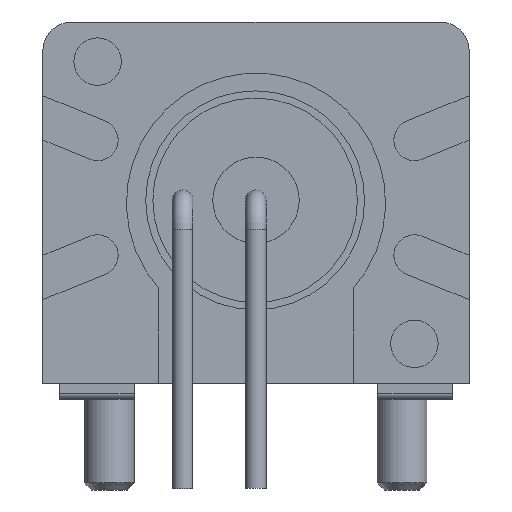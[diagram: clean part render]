
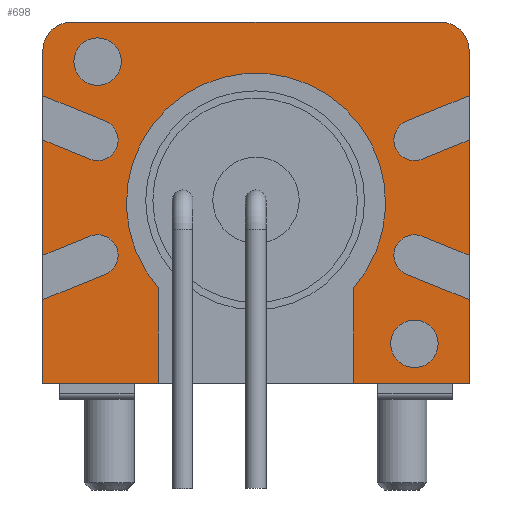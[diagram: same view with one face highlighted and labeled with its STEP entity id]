
A CAD part, front view. The second image highlights one B-rep face of the part: STEP entity #698.
In plain terms, the highlighted planar face has unit normal (0, -1, 0).
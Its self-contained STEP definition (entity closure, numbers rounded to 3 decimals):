
#146 = VERTEX_POINT('',#147);
#147 = CARTESIAN_POINT('',(-7.39,-0.024,0.57));
#153 = EDGE_CURVE('',#146,#154,#156,.T.);
#154 = VERTEX_POINT('',#155);
#155 = CARTESIAN_POINT('',(-3.39,-0.024,0.57));
#156 = LINE('',#157,#158);
#157 = CARTESIAN_POINT('',(-7.39,-0.024,0.57));
#158 = VECTOR('',#159,1.);
#159 = DIRECTION('',(1.,0.,0.));
#178 = VERTEX_POINT('',#179);
#179 = CARTESIAN_POINT('',(3.41,-0.024,0.57));
#185 = EDGE_CURVE('',#178,#186,#188,.T.);
#186 = VERTEX_POINT('',#187);
#187 = CARTESIAN_POINT('',(7.41,-0.024,0.57));
#188 = LINE('',#189,#190);
#189 = CARTESIAN_POINT('',(-7.39,-0.024,0.57));
#190 = VECTOR('',#191,1.);
#191 = DIRECTION('',(1.,0.,0.));
#527 = VERTEX_POINT('',#528);
#528 = CARTESIAN_POINT('',(-7.39,-0.024,12.12));
#536 = EDGE_CURVE('',#537,#146,#539,.T.);
#537 = VERTEX_POINT('',#538);
#538 = CARTESIAN_POINT('',(-7.39,-0.024,3.479));
#539 = LINE('',#540,#541);
#540 = CARTESIAN_POINT('',(-7.39,-0.024,12.12));
#541 = VECTOR('',#542,1.);
#542 = DIRECTION('',(0.,0.,-1.));
#561 = VERTEX_POINT('',#562);
#562 = CARTESIAN_POINT('',(-7.39,-0.024,5.019));
#568 = EDGE_CURVE('',#569,#561,#571,.T.);
#569 = VERTEX_POINT('',#570);
#570 = CARTESIAN_POINT('',(-7.39,-0.024,9.02));
#571 = LINE('',#572,#573);
#572 = CARTESIAN_POINT('',(-7.39,-0.024,12.12));
#573 = VECTOR('',#574,1.);
#574 = DIRECTION('',(0.,0.,-1.));
#593 = VERTEX_POINT('',#594);
#594 = CARTESIAN_POINT('',(-7.39,-0.024,10.56));
#600 = EDGE_CURVE('',#527,#593,#601,.T.);
#601 = LINE('',#602,#603);
#602 = CARTESIAN_POINT('',(-7.39,-0.024,12.12));
#603 = VECTOR('',#604,1.);
#604 = DIRECTION('',(0.,0.,-1.));
#615 = VERTEX_POINT('',#616);
#616 = CARTESIAN_POINT('',(7.41,-0.024,12.12));
#622 = EDGE_CURVE('',#615,#623,#625,.T.);
#623 = VERTEX_POINT('',#624);
#624 = CARTESIAN_POINT('',(7.41,-0.024,10.56));
#625 = LINE('',#626,#627);
#626 = CARTESIAN_POINT('',(7.41,-0.024,12.12));
#627 = VECTOR('',#628,1.);
#628 = DIRECTION('',(0.,0.,-1.));
#647 = VERTEX_POINT('',#648);
#648 = CARTESIAN_POINT('',(7.41,-0.024,9.02));
#654 = EDGE_CURVE('',#647,#655,#657,.T.);
#655 = VERTEX_POINT('',#656);
#656 = CARTESIAN_POINT('',(7.41,-0.024,5.019));
#657 = LINE('',#658,#659);
#658 = CARTESIAN_POINT('',(7.41,-0.024,12.12));
#659 = VECTOR('',#660,1.);
#660 = DIRECTION('',(0.,0.,-1.));
#679 = VERTEX_POINT('',#680);
#680 = CARTESIAN_POINT('',(7.41,-0.024,3.479));
#686 = EDGE_CURVE('',#679,#186,#687,.T.);
#687 = LINE('',#688,#689);
#688 = CARTESIAN_POINT('',(7.41,-0.024,12.12));
#689 = VECTOR('',#690,1.);
#690 = DIRECTION('',(0.,0.,-1.));
#698 = ADVANCED_FACE('',(#699,#848,#859),#870,.F.);
#699 = FACE_BOUND('',#700,.F.);
#700 = EDGE_LOOP('',(#701,#711,#718,#719,#727,#736,#742,#743,#751,#760,
    #766,#767,#768,#776,#785,#791,#792,#793,#801,#810,#816,#817,#825,
    #834,#840,#841));
#701 = ORIENTED_EDGE('',*,*,#702,.F.);
#702 = EDGE_CURVE('',#703,#705,#707,.T.);
#703 = VERTEX_POINT('',#704);
#704 = CARTESIAN_POINT('',(6.41,-0.024,13.12));
#705 = VERTEX_POINT('',#706);
#706 = CARTESIAN_POINT('',(-6.39,-0.024,13.12));
#707 = LINE('',#708,#709);
#708 = CARTESIAN_POINT('',(6.41,-0.024,13.12));
#709 = VECTOR('',#710,1.);
#710 = DIRECTION('',(-1.,0.,0.));
#711 = ORIENTED_EDGE('',*,*,#712,.F.);
#712 = EDGE_CURVE('',#615,#703,#713,.T.);
#713 = CIRCLE('',#714,1.);
#714 = AXIS2_PLACEMENT_3D('',#715,#716,#717);
#715 = CARTESIAN_POINT('',(6.41,-0.024,12.12));
#716 = DIRECTION('',(0.,-1.,0.));
#717 = DIRECTION('',(1.,0.,0.));
#718 = ORIENTED_EDGE('',*,*,#622,.T.);
#719 = ORIENTED_EDGE('',*,*,#720,.F.);
#720 = EDGE_CURVE('',#721,#623,#723,.T.);
#721 = VERTEX_POINT('',#722);
#722 = CARTESIAN_POINT('',(5.242,-0.024,9.68));
#723 = LINE('',#724,#725);
#724 = CARTESIAN_POINT('',(5.242,-0.024,9.68));
#725 = VECTOR('',#726,1.);
#726 = DIRECTION('',(0.927,0.,0.376)
  );
#727 = ORIENTED_EDGE('',*,*,#728,.T.);
#728 = EDGE_CURVE('',#721,#729,#731,.T.);
#729 = VERTEX_POINT('',#730);
#730 = CARTESIAN_POINT('',(5.815,-0.024,8.376));
#731 = CIRCLE('',#732,0.713);
#732 = AXIS2_PLACEMENT_3D('',#733,#734,#735);
#733 = CARTESIAN_POINT('',(5.51,-0.024,9.02));
#734 = DIRECTION('',(0.,-1.,0.));
#735 = DIRECTION('',(1.,0.,0.));
#736 = ORIENTED_EDGE('',*,*,#737,.T.);
#737 = EDGE_CURVE('',#729,#647,#738,.T.);
#738 = LINE('',#739,#740);
#739 = CARTESIAN_POINT('',(5.815,-0.024,8.376));
#740 = VECTOR('',#741,1.);
#741 = DIRECTION('',(0.927,0.,0.374));
#742 = ORIENTED_EDGE('',*,*,#654,.T.);
#743 = ORIENTED_EDGE('',*,*,#744,.F.);
#744 = EDGE_CURVE('',#745,#655,#747,.T.);
#745 = VERTEX_POINT('',#746);
#746 = CARTESIAN_POINT('',(5.815,-0.024,5.664));
#747 = LINE('',#748,#749);
#748 = CARTESIAN_POINT('',(5.815,-0.024,5.664));
#749 = VECTOR('',#750,1.);
#750 = DIRECTION('',(0.927,0.,-0.375)
  );
#751 = ORIENTED_EDGE('',*,*,#752,.T.);
#752 = EDGE_CURVE('',#745,#753,#755,.T.);
#753 = VERTEX_POINT('',#754);
#754 = CARTESIAN_POINT('',(5.242,-0.024,4.36));
#755 = CIRCLE('',#756,0.713);
#756 = AXIS2_PLACEMENT_3D('',#757,#758,#759);
#757 = CARTESIAN_POINT('',(5.51,-0.024,5.02));
#758 = DIRECTION('',(0.,-1.,0.));
#759 = DIRECTION('',(1.,0.,0.));
#760 = ORIENTED_EDGE('',*,*,#761,.T.);
#761 = EDGE_CURVE('',#753,#679,#762,.T.);
#762 = LINE('',#763,#764);
#763 = CARTESIAN_POINT('',(5.242,-0.024,4.36));
#764 = VECTOR('',#765,1.);
#765 = DIRECTION('',(0.927,0.,-0.376)
  );
#766 = ORIENTED_EDGE('',*,*,#686,.T.);
#767 = ORIENTED_EDGE('',*,*,#185,.F.);
#768 = ORIENTED_EDGE('',*,*,#769,.F.);
#769 = EDGE_CURVE('',#770,#178,#772,.T.);
#770 = VERTEX_POINT('',#771);
#771 = CARTESIAN_POINT('',(3.41,-0.024,3.897));
#772 = LINE('',#773,#774);
#773 = CARTESIAN_POINT('',(3.41,-0.024,3.897));
#774 = VECTOR('',#775,1.);
#775 = DIRECTION('',(0.,0.,-1.));
#776 = ORIENTED_EDGE('',*,*,#777,.T.);
#777 = EDGE_CURVE('',#770,#778,#780,.T.);
#778 = VERTEX_POINT('',#779);
#779 = CARTESIAN_POINT('',(-3.39,-0.024,3.897));
#780 = CIRCLE('',#781,4.5);
#781 = AXIS2_PLACEMENT_3D('',#782,#783,#784);
#782 = CARTESIAN_POINT('',(0.01,-0.024,6.845));
#783 = DIRECTION('',(0.,-1.,0.));
#784 = DIRECTION('',(1.,0.,0.));
#785 = ORIENTED_EDGE('',*,*,#786,.T.);
#786 = EDGE_CURVE('',#778,#154,#787,.T.);
#787 = LINE('',#788,#789);
#788 = CARTESIAN_POINT('',(-3.39,-0.024,3.897));
#789 = VECTOR('',#790,1.);
#790 = DIRECTION('',(0.,0.,-1.));
#791 = ORIENTED_EDGE('',*,*,#153,.F.);
#792 = ORIENTED_EDGE('',*,*,#536,.F.);
#793 = ORIENTED_EDGE('',*,*,#794,.F.);
#794 = EDGE_CURVE('',#795,#537,#797,.T.);
#795 = VERTEX_POINT('',#796);
#796 = CARTESIAN_POINT('',(-5.222,-0.024,4.36));
#797 = LINE('',#798,#799);
#798 = CARTESIAN_POINT('',(-5.222,-0.024,4.36));
#799 = VECTOR('',#800,1.);
#800 = DIRECTION('',(-0.927,0.,-0.376)
  );
#801 = ORIENTED_EDGE('',*,*,#802,.T.);
#802 = EDGE_CURVE('',#795,#803,#805,.T.);
#803 = VERTEX_POINT('',#804);
#804 = CARTESIAN_POINT('',(-5.795,-0.024,5.664));
#805 = CIRCLE('',#806,0.713);
#806 = AXIS2_PLACEMENT_3D('',#807,#808,#809);
#807 = CARTESIAN_POINT('',(-5.49,-0.024,5.02));
#808 = DIRECTION('',(0.,-1.,0.));
#809 = DIRECTION('',(1.,0.,0.));
#810 = ORIENTED_EDGE('',*,*,#811,.T.);
#811 = EDGE_CURVE('',#803,#561,#812,.T.);
#812 = LINE('',#813,#814);
#813 = CARTESIAN_POINT('',(-5.795,-0.024,5.664));
#814 = VECTOR('',#815,1.);
#815 = DIRECTION('',(-0.927,0.,-0.375)
  );
#816 = ORIENTED_EDGE('',*,*,#568,.F.);
#817 = ORIENTED_EDGE('',*,*,#818,.F.);
#818 = EDGE_CURVE('',#819,#569,#821,.T.);
#819 = VERTEX_POINT('',#820);
#820 = CARTESIAN_POINT('',(-5.795,-0.024,8.376));
#821 = LINE('',#822,#823);
#822 = CARTESIAN_POINT('',(-5.795,-0.024,8.376));
#823 = VECTOR('',#824,1.);
#824 = DIRECTION('',(-0.927,0.,0.374));
#825 = ORIENTED_EDGE('',*,*,#826,.T.);
#826 = EDGE_CURVE('',#819,#827,#829,.T.);
#827 = VERTEX_POINT('',#828);
#828 = CARTESIAN_POINT('',(-5.222,-0.024,9.68));
#829 = CIRCLE('',#830,0.713);
#830 = AXIS2_PLACEMENT_3D('',#831,#832,#833);
#831 = CARTESIAN_POINT('',(-5.49,-0.024,9.02));
#832 = DIRECTION('',(0.,-1.,0.));
#833 = DIRECTION('',(1.,0.,0.));
#834 = ORIENTED_EDGE('',*,*,#835,.T.);
#835 = EDGE_CURVE('',#827,#593,#836,.T.);
#836 = LINE('',#837,#838);
#837 = CARTESIAN_POINT('',(-5.222,-0.024,9.68));
#838 = VECTOR('',#839,1.);
#839 = DIRECTION('',(-0.927,0.,0.376)
  );
#840 = ORIENTED_EDGE('',*,*,#600,.F.);
#841 = ORIENTED_EDGE('',*,*,#842,.F.);
#842 = EDGE_CURVE('',#705,#527,#843,.T.);
#843 = CIRCLE('',#844,1.);
#844 = AXIS2_PLACEMENT_3D('',#845,#846,#847);
#845 = CARTESIAN_POINT('',(-6.39,-0.024,12.12));
#846 = DIRECTION('',(0.,-1.,0.));
#847 = DIRECTION('',(1.,0.,0.));
#848 = FACE_BOUND('',#849,.F.);
#849 = EDGE_LOOP('',(#850));
#850 = ORIENTED_EDGE('',*,*,#851,.T.);
#851 = EDGE_CURVE('',#852,#852,#854,.T.);
#852 = VERTEX_POINT('',#853);
#853 = CARTESIAN_POINT('',(-4.665,-0.024,11.745));
#854 = CIRCLE('',#855,0.825);
#855 = AXIS2_PLACEMENT_3D('',#856,#857,#858);
#856 = CARTESIAN_POINT('',(-5.49,-0.024,11.745));
#857 = DIRECTION('',(0.,-1.,0.));
#858 = DIRECTION('',(1.,0.,0.));
#859 = FACE_BOUND('',#860,.F.);
#860 = EDGE_LOOP('',(#861));
#861 = ORIENTED_EDGE('',*,*,#862,.T.);
#862 = EDGE_CURVE('',#863,#863,#865,.T.);
#863 = VERTEX_POINT('',#864);
#864 = CARTESIAN_POINT('',(6.335,-0.024,1.945));
#865 = CIRCLE('',#866,0.825);
#866 = AXIS2_PLACEMENT_3D('',#867,#868,#869);
#867 = CARTESIAN_POINT('',(5.51,-0.024,1.945));
#868 = DIRECTION('',(0.,-1.,0.));
#869 = DIRECTION('',(1.,0.,0.));
#870 = PLANE('',#871);
#871 = AXIS2_PLACEMENT_3D('',#872,#873,#874);
#872 = CARTESIAN_POINT('',(0.01,-0.024,6.737));
#873 = DIRECTION('',(0.,1.,0.));
#874 = DIRECTION('',(0.,0.,1.));
